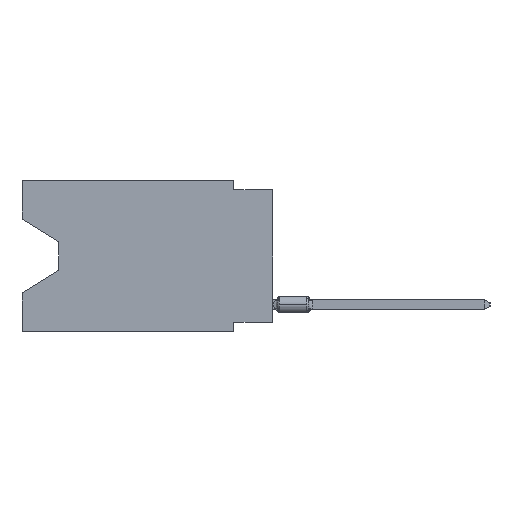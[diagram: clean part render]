
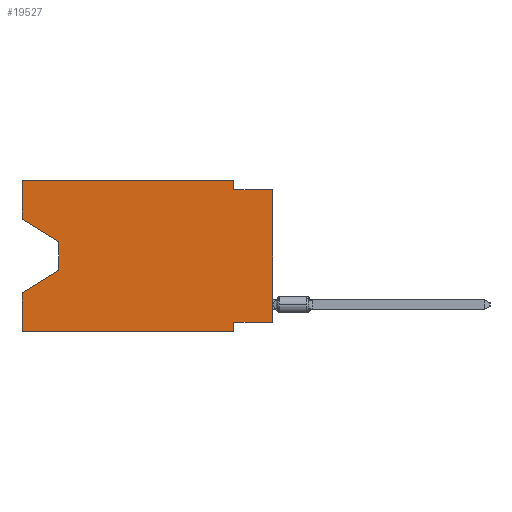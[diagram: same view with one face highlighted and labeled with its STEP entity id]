
A CAD part, left-side view. The second image highlights one B-rep face of the part: STEP entity #19527.
In plain terms, the highlighted planar face has unit normal (-1, 0, 0).
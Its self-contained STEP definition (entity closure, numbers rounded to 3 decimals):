
#545 = EDGE_CURVE ( 'NONE', #33459, #37367, #30644, .T. ) ;
#1046 = VECTOR ( 'NONE', #30482, 1000. ) ;
#1177 = DIRECTION ( 'NONE',  ( 0., 0., -1. ) ) ;
#1229 = DIRECTION ( 'NONE',  ( 0., 0., -1. ) ) ;
#1675 = DIRECTION ( 'NONE',  ( 0., 0., 1. ) ) ;
#2080 = LINE ( 'NONE', #23541, #53878 ) ;
#5229 = ORIENTED_EDGE ( 'NONE', *, *, #35343, .T. ) ;
#5579 = FACE_OUTER_BOUND ( 'NONE', #29199, .T. ) ;
#5892 = VERTEX_POINT ( 'NONE', #6989 ) ;
#5932 = LINE ( 'NONE', #55180, #40784 ) ;
#6581 = VERTEX_POINT ( 'NONE', #7482 ) ;
#6586 = ORIENTED_EDGE ( 'NONE', *, *, #7125, .F. ) ;
#6989 = CARTESIAN_POINT ( 'NONE',  ( 0., 16.383, -9.906 ) ) ;
#7125 = EDGE_CURVE ( 'NONE', #13819, #6581, #5932, .T. ) ;
#7139 = CARTESIAN_POINT ( 'NONE',  ( 0., 16.383, -2.546 ) ) ;
#7482 = CARTESIAN_POINT ( 'NONE',  ( 0., 2.54, 0. ) ) ;
#7597 = CARTESIAN_POINT ( 'NONE',  ( 0., 13.97, -5.893 ) ) ;
#7742 = CARTESIAN_POINT ( 'NONE',  ( 0., 13.97, -4.013 ) ) ;
#8018 = VECTOR ( 'NONE', #33571, 1000. ) ;
#8643 = VECTOR ( 'NONE', #1675, 1000. ) ;
#8686 = VECTOR ( 'NONE', #46843, 1000. ) ;
#8988 = VECTOR ( 'NONE', #32098, 1000. ) ;
#9640 = LINE ( 'NONE', #54513, #11348 ) ;
#10140 = EDGE_CURVE ( 'NONE', #5892, #23777, #35378, .T. ) ;
#10809 = CARTESIAN_POINT ( 'NONE',  ( 0., 13.97, -4.013 ) ) ;
#11009 = LINE ( 'NONE', #19820, #8018 ) ;
#11057 = LINE ( 'NONE', #47132, #8686 ) ;
#11348 = VECTOR ( 'NONE', #24002, 1000. ) ;
#12062 = CARTESIAN_POINT ( 'NONE',  ( 0., 16.383, -7.36 ) ) ;
#12439 = DIRECTION ( 'NONE',  ( 0., 0.855, -0.519 ) ) ;
#12470 = DIRECTION ( 'NONE',  ( 0., 1., 0. ) ) ;
#13819 = VERTEX_POINT ( 'NONE', #39564 ) ;
#14023 = ORIENTED_EDGE ( 'NONE', *, *, #545, .F. ) ;
#14733 = VERTEX_POINT ( 'NONE', #18515 ) ;
#16795 = ORIENTED_EDGE ( 'NONE', *, *, #44915, .F. ) ;
#16951 = ORIENTED_EDGE ( 'NONE', *, *, #36800, .F. ) ;
#17291 = CARTESIAN_POINT ( 'NONE',  ( 0., 16.383, -9.906 ) ) ;
#18497 = CARTESIAN_POINT ( 'NONE',  ( 0., 16.383, 0. ) ) ;
#18515 = CARTESIAN_POINT ( 'NONE',  ( 0., 2.54, -9.906 ) ) ;
#19527 = ADVANCED_FACE ( 'NONE', ( #5579 ), #54581, .F. ) ;
#19818 = VECTOR ( 'NONE', #12439, 1000. ) ;
#19820 = CARTESIAN_POINT ( 'NONE',  ( 0., 16.383, -2.546 ) ) ;
#19979 = DIRECTION ( 'NONE',  ( 0., -1., 0. ) ) ;
#20066 = CARTESIAN_POINT ( 'NONE',  ( 0., 0., -0.635 ) ) ;
#20354 = LINE ( 'NONE', #7742, #50592 ) ;
#22185 = EDGE_CURVE ( 'NONE', #50036, #52989, #20354, .T. ) ;
#22917 = DIRECTION ( 'NONE',  ( 1., 0., 0. ) ) ;
#23080 = EDGE_CURVE ( 'NONE', #5892, #14733, #57759, .T. ) ;
#23541 = CARTESIAN_POINT ( 'NONE',  ( 0., 2.54, -9.906 ) ) ;
#23777 = VERTEX_POINT ( 'NONE', #12062 ) ;
#24002 = DIRECTION ( 'NONE',  ( 0., 0., 1. ) ) ;
#26501 = ORIENTED_EDGE ( 'NONE', *, *, #10140, .F. ) ;
#27310 = ORIENTED_EDGE ( 'NONE', *, *, #35958, .T. ) ;
#28632 = CARTESIAN_POINT ( 'NONE',  ( 0., 0., -9.271 ) ) ;
#28974 = VECTOR ( 'NONE', #57968, 1000. ) ;
#29199 = EDGE_LOOP ( 'NONE', ( #56355, #48962, #5229, #26501, #31163, #51258, #14023, #27310, #16795, #16951, #6586, #47469 ) ) ;
#29825 = VECTOR ( 'NONE', #12470, 1000. ) ;
#30029 = LINE ( 'NONE', #30330, #19818 ) ;
#30330 = CARTESIAN_POINT ( 'NONE',  ( 0., 13.97, -5.893 ) ) ;
#30482 = DIRECTION ( 'NONE',  ( 0., -1., 0. ) ) ;
#30594 = VERTEX_POINT ( 'NONE', #20066 ) ;
#30644 = LINE ( 'NONE', #34739, #29825 ) ;
#31163 = ORIENTED_EDGE ( 'NONE', *, *, #23080, .T. ) ;
#32098 = DIRECTION ( 'NONE',  ( 0., -1., 0. ) ) ;
#33459 = VERTEX_POINT ( 'NONE', #28632 ) ;
#33571 = DIRECTION ( 'NONE',  ( 0., -0.855, -0.519 ) ) ;
#34739 = CARTESIAN_POINT ( 'NONE',  ( 0., 0., -9.271 ) ) ;
#35343 = EDGE_CURVE ( 'NONE', #52989, #23777, #30029, .T. ) ;
#35378 = LINE ( 'NONE', #53281, #28974 ) ;
#35958 = EDGE_CURVE ( 'NONE', #33459, #30594, #44918, .T. ) ;
#36800 = EDGE_CURVE ( 'NONE', #6581, #58037, #11057, .T. ) ;
#37367 = VERTEX_POINT ( 'NONE', #57985 ) ;
#38082 = VERTEX_POINT ( 'NONE', #7139 ) ;
#39564 = CARTESIAN_POINT ( 'NONE',  ( 0., 16.383, 0. ) ) ;
#39570 = EDGE_CURVE ( 'NONE', #37367, #14733, #2080, .T. ) ;
#40784 = VECTOR ( 'NONE', #19979, 1000. ) ;
#44663 = EDGE_CURVE ( 'NONE', #38082, #50036, #11009, .T. ) ;
#44915 = EDGE_CURVE ( 'NONE', #58037, #30594, #45303, .T. ) ;
#44918 = LINE ( 'NONE', #49336, #8643 ) ;
#45303 = LINE ( 'NONE', #50003, #8988 ) ;
#46674 = CARTESIAN_POINT ( 'NONE',  ( 0., 2.54, -0.635 ) ) ;
#46843 = DIRECTION ( 'NONE',  ( 0., 0., -1. ) ) ;
#47132 = CARTESIAN_POINT ( 'NONE',  ( 0., 2.54, 0. ) ) ;
#47469 = ORIENTED_EDGE ( 'NONE', *, *, #53247, .F. ) ;
#48962 = ORIENTED_EDGE ( 'NONE', *, *, #22185, .T. ) ;
#49336 = CARTESIAN_POINT ( 'NONE',  ( 0., 0., 0. ) ) ;
#50003 = CARTESIAN_POINT ( 'NONE',  ( 0., 0., -0.635 ) ) ;
#50036 = VERTEX_POINT ( 'NONE', #10809 ) ;
#50592 = VECTOR ( 'NONE', #52309, 1000. ) ;
#51258 = ORIENTED_EDGE ( 'NONE', *, *, #39570, .F. ) ;
#52309 = DIRECTION ( 'NONE',  ( 0., 0., -1. ) ) ;
#52989 = VERTEX_POINT ( 'NONE', #7597 ) ;
#53247 = EDGE_CURVE ( 'NONE', #38082, #13819, #9640, .T. ) ;
#53281 = CARTESIAN_POINT ( 'NONE',  ( 0., 16.383, 0. ) ) ;
#53369 = AXIS2_PLACEMENT_3D ( 'NONE', #18497, #22917, #1177 ) ;
#53878 = VECTOR ( 'NONE', #1229, 1000. ) ;
#54513 = CARTESIAN_POINT ( 'NONE',  ( 0., 16.383, 0. ) ) ;
#54581 = PLANE ( 'NONE',  #53369 ) ;
#55180 = CARTESIAN_POINT ( 'NONE',  ( 0., 16.383, 0. ) ) ;
#56355 = ORIENTED_EDGE ( 'NONE', *, *, #44663, .T. ) ;
#57759 = LINE ( 'NONE', #17291, #1046 ) ;
#57968 = DIRECTION ( 'NONE',  ( 0., 0., 1. ) ) ;
#57985 = CARTESIAN_POINT ( 'NONE',  ( 0., 2.54, -9.271 ) ) ;
#58037 = VERTEX_POINT ( 'NONE', #46674 ) ;
